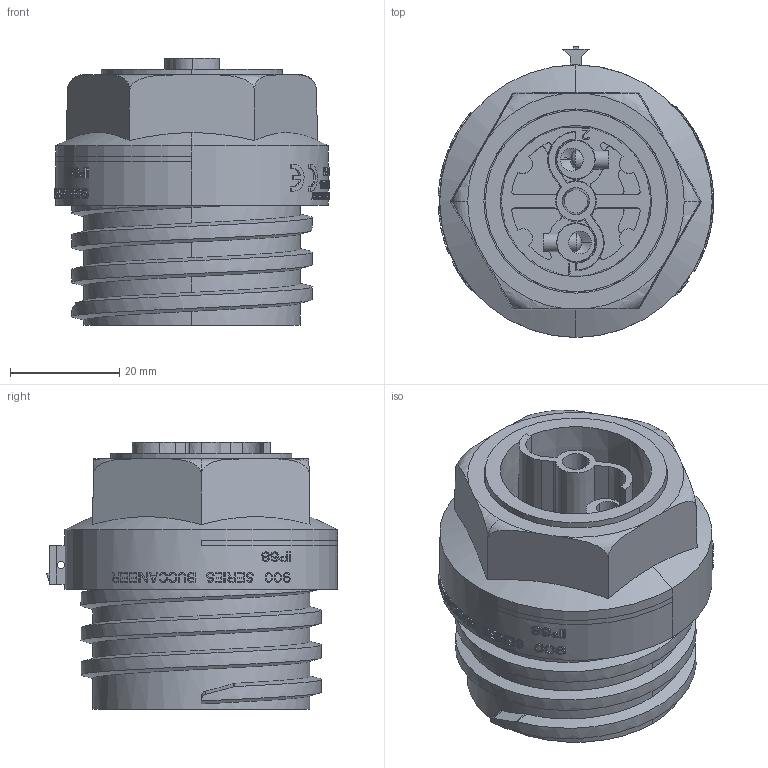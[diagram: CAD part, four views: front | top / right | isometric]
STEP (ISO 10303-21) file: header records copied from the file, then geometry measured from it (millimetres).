
FILE_DESCRIPTION(('STEP AP242'),'1');
FILE_NAME('px0931-02-s.stp','2023-05-18T05:10:34',('TraceParts'),('TraceParts S.A.'),'Spatial InterOp 3D',' ',' ');
FILE_SCHEMA(('AP242_MANAGED_MODEL_BASED_3D_ENGINEERING_MIM_LF {1 0 10303 442 1 1 4}'));
Length unit declared in the file: millimetre
Products named in the file (1): px0931-02-s
Bounding box: 50.48 x 53.4 x 49.05 mm (x, y, z)
Volume: 45609.8 mm3; surface area: 28298.6 mm2
Topology: 1 solids, 1 shells, 3134 faces, 8811 edges, 5851 vertices
Faces by surface type: plane 2777, cylinder 270, cone 54, torus 13, bspline 12, sphere 8
Entity records: 109414 total; most frequent: CARTESIAN_POINT 33650, ORIENTED_EDGE 17598, DIRECTION 13128, EDGE_CURVE 8799, VERTEX_POINT 5851, AXIS2_PLACEMENT_3D 4458, LINE 4212, VECTOR 4212
